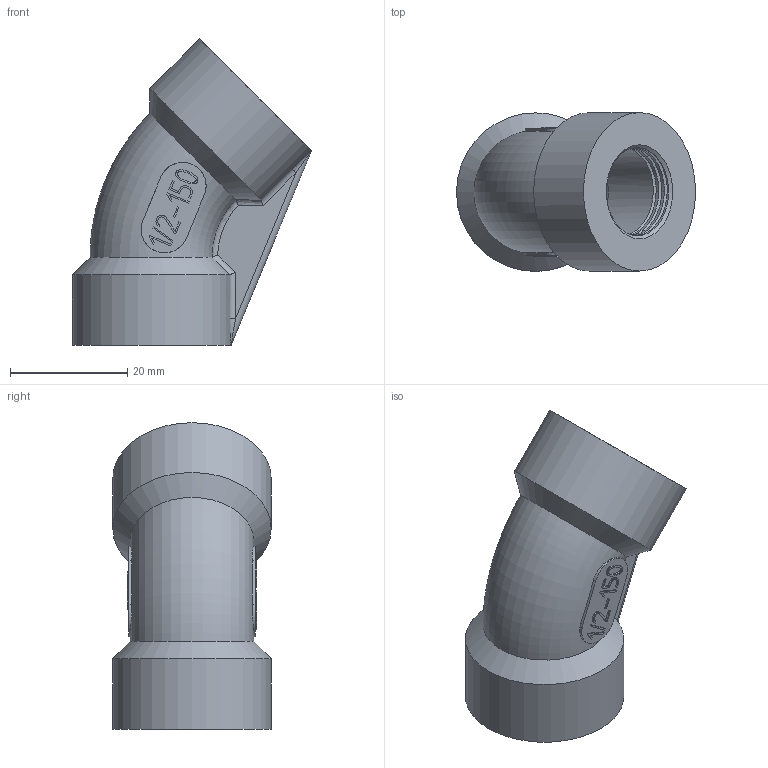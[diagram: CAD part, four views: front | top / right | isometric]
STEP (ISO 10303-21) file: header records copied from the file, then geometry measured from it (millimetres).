
FILE_DESCRIPTION(/* description */ ('Unknown'),/* implementation_level */ '2;1');
FILE_NAME(/* name */ 'DN15',/* time_stamp */ '2021-07-27T17:27:44+08:00',/* author */ ('Unknown'),/* organization */ ('Unknown'),/* preprocessor_version */ 'ST-DEVELOPER v16.7',/* originating_system */ 'DEX',/* authorisation */ $);
FILE_SCHEMA (('AUTOMOTIVE_DESIGN {1 0 10303 214 3 1 1}'));
Length unit declared in the file: millimetre
Products named in the file (1): DN15
Bounding box: 40.72 x 27 x 52.22 mm (x, y, z)
Volume: 14912.7 mm3; surface area: 7865.6 mm2
Topology: 2 solids, 2 shells, 141 faces, 356 edges, 232 vertices
Faces by surface type: plane 82, bspline 30, cylinder 20, torus 5, cone 4
Full cylindrical faces by diameter (mm): 15 x6, 27 x2
Entity records: 5589 total; most frequent: CARTESIAN_POINT 2616, ORIENTED_EDGE 662, DIRECTION 489, EDGE_CURVE 331, VERTEX_POINT 220, LINE 195, VECTOR 195, EDGE_LOOP 157
